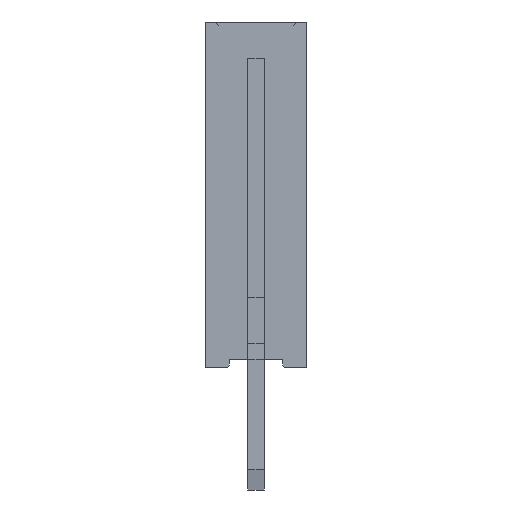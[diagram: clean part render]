
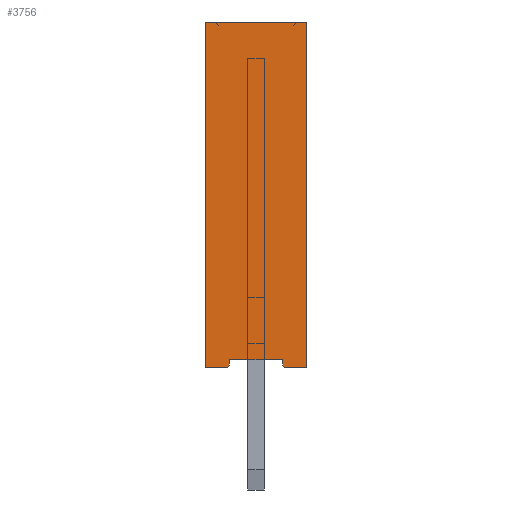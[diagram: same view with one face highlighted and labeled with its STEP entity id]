
A CAD part, front view. The second image highlights one B-rep face of the part: STEP entity #3756.
In plain terms, the highlighted planar face has unit normal (0, -1, 0).
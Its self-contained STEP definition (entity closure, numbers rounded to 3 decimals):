
#1072 = VERTEX_POINT('',#1073);
#1073 = CARTESIAN_POINT('',(-1.25,-90.17,0.));
#1079 = EDGE_CURVE('',#1080,#1072,#1082,.T.);
#1080 = VERTEX_POINT('',#1081);
#1081 = CARTESIAN_POINT('',(-0.75,-90.17,0.));
#1082 = LINE('',#1083,#1084);
#1083 = CARTESIAN_POINT('',(1.25,-90.17,0.));
#1084 = VECTOR('',#1085,1.);
#1085 = DIRECTION('',(-1.,0.,0.));
#1103 = EDGE_CURVE('',#1104,#1080,#1106,.T.);
#1104 = VERTEX_POINT('',#1105);
#1105 = CARTESIAN_POINT('',(-0.65,-90.17,0.1));
#1106 = CIRCLE('',#1107,0.1);
#1107 = AXIS2_PLACEMENT_3D('',#1108,#1109,#1110);
#1108 = CARTESIAN_POINT('',(-0.75,-90.17,0.1));
#1109 = DIRECTION('',(-0.,1.,0.));
#1110 = DIRECTION('',(1.,0.,0.));
#1128 = VERTEX_POINT('',#1129);
#1129 = CARTESIAN_POINT('',(-0.65,-90.17,0.2));
#1135 = EDGE_CURVE('',#1104,#1128,#1136,.T.);
#1136 = LINE('',#1137,#1138);
#1137 = CARTESIAN_POINT('',(-0.65,-90.17,0.1));
#1138 = VECTOR('',#1139,1.);
#1139 = DIRECTION('',(0.,0.,1.));
#1152 = VERTEX_POINT('',#1153);
#1153 = CARTESIAN_POINT('',(0.65,-90.17,0.2));
#1159 = EDGE_CURVE('',#1128,#1152,#1160,.T.);
#1160 = LINE('',#1161,#1162);
#1161 = CARTESIAN_POINT('',(0.95,-90.17,0.2));
#1162 = VECTOR('',#1163,1.);
#1163 = DIRECTION('',(1.,0.,0.));
#2400 = VERTEX_POINT('',#2401);
#2401 = CARTESIAN_POINT('',(0.65,-90.17,0.1));
#2407 = EDGE_CURVE('',#1152,#2400,#2408,.T.);
#2408 = LINE('',#2409,#2410);
#2409 = CARTESIAN_POINT('',(0.65,-90.17,0.05));
#2410 = VECTOR('',#2411,1.);
#2411 = DIRECTION('',(-0.,-0.,-1.));
#2424 = EDGE_CURVE('',#2425,#2400,#2427,.T.);
#2425 = VERTEX_POINT('',#2426);
#2426 = CARTESIAN_POINT('',(0.75,-90.17,0.));
#2427 = CIRCLE('',#2428,0.1);
#2428 = AXIS2_PLACEMENT_3D('',#2429,#2430,#2431);
#2429 = CARTESIAN_POINT('',(0.75,-90.17,0.1));
#2430 = DIRECTION('',(-0.,1.,0.));
#2431 = DIRECTION('',(1.,0.,0.));
#2449 = EDGE_CURVE('',#2450,#2425,#2452,.T.);
#2450 = VERTEX_POINT('',#2451);
#2451 = CARTESIAN_POINT('',(1.25,-90.17,0.));
#2452 = LINE('',#2453,#2454);
#2453 = CARTESIAN_POINT('',(1.25,-90.17,0.));
#2454 = VECTOR('',#2455,1.);
#2455 = DIRECTION('',(-1.,0.,0.));
#2473 = VERTEX_POINT('',#2474);
#2474 = CARTESIAN_POINT('',(1.25,-90.17,8.5));
#2480 = EDGE_CURVE('',#2450,#2473,#2481,.T.);
#2481 = LINE('',#2482,#2483);
#2482 = CARTESIAN_POINT('',(1.25,-90.17,0.));
#2483 = VECTOR('',#2484,1.);
#2484 = DIRECTION('',(0.,0.,1.));
#2497 = VERTEX_POINT('',#2498);
#2498 = CARTESIAN_POINT('',(-1.25,-90.17,8.5));
#2504 = EDGE_CURVE('',#2473,#2497,#2505,.T.);
#2505 = LINE('',#2506,#2507);
#2506 = CARTESIAN_POINT('',(1.25,-90.17,8.5));
#2507 = VECTOR('',#2508,1.);
#2508 = DIRECTION('',(-1.,0.,0.));
#3743 = EDGE_CURVE('',#1072,#2497,#3744,.T.);
#3744 = LINE('',#3745,#3746);
#3745 = CARTESIAN_POINT('',(-1.25,-90.17,0.));
#3746 = VECTOR('',#3747,1.);
#3747 = DIRECTION('',(0.,0.,1.));
#3756 = ADVANCED_FACE('',(#3757),#3769,.T.);
#3757 = FACE_BOUND('',#3758,.T.);
#3758 = EDGE_LOOP('',(#3759,#3760,#3761,#3762,#3763,#3764,#3765,#3766,
    #3767,#3768));
#3759 = ORIENTED_EDGE('',*,*,#2449,.F.);
#3760 = ORIENTED_EDGE('',*,*,#2480,.T.);
#3761 = ORIENTED_EDGE('',*,*,#2504,.T.);
#3762 = ORIENTED_EDGE('',*,*,#3743,.F.);
#3763 = ORIENTED_EDGE('',*,*,#1079,.F.);
#3764 = ORIENTED_EDGE('',*,*,#1103,.F.);
#3765 = ORIENTED_EDGE('',*,*,#1135,.T.);
#3766 = ORIENTED_EDGE('',*,*,#1159,.T.);
#3767 = ORIENTED_EDGE('',*,*,#2407,.T.);
#3768 = ORIENTED_EDGE('',*,*,#2424,.F.);
#3769 = PLANE('',#3770);
#3770 = AXIS2_PLACEMENT_3D('',#3771,#3772,#3773);
#3771 = CARTESIAN_POINT('',(1.25,-90.17,0.));
#3772 = DIRECTION('',(0.,-1.,0.));
#3773 = DIRECTION('',(-1.,0.,0.));
